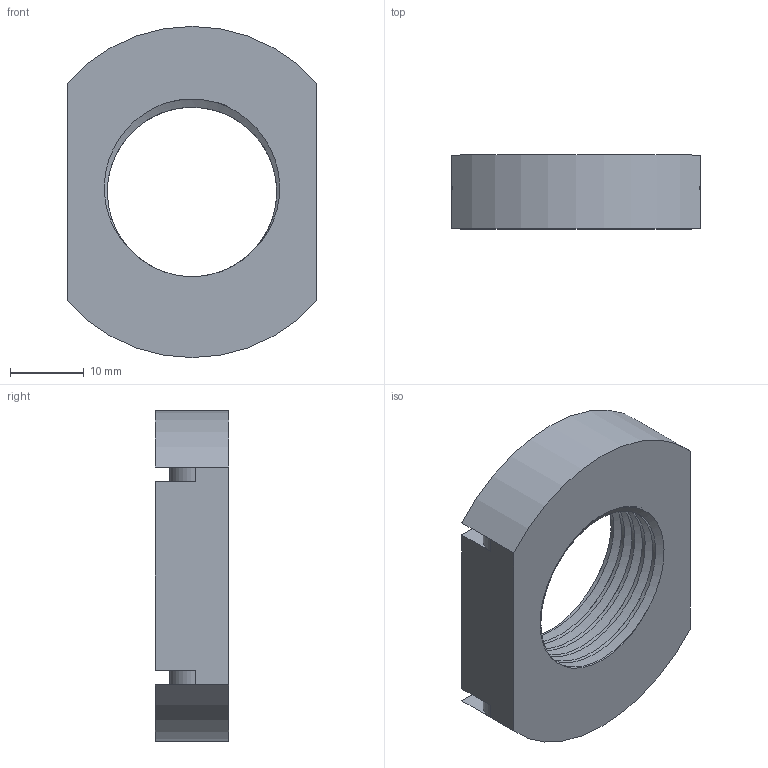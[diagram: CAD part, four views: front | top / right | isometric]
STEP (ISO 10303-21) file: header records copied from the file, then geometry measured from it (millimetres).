
FILE_DESCRIPTION(/* description */ (''),/* implementation_level */ '2;1');
FILE_NAME(/* name */ 'tuerca.step',/* time_stamp */ '2024-09-05T14:34:22-03:00',/* author */ (''),/* organization */ (''),/* preprocessor_version */ 'ST-DEVELOPER v20',/* originating_system */ 'Autodesk Translation Framework v13.14.0.145',/* authorisation */ '');
FILE_SCHEMA (('AUTOMOTIVE_DESIGN { 1 0 10303 214 3 1 1 }'));
Length unit declared in the file: millimetre
Products named in the file (1): tuerca
Bounding box: 33.88 x 10 x 45 mm (x, y, z)
Volume: 8853 mm3; surface area: 4693.6 mm2
Topology: 1 solids, 1 shells, 32 faces, 86 edges, 56 vertices
Faces by surface type: cylinder 18, plane 12, bspline 2
Full cylindrical faces by diameter (mm): 23.022 x4, 25.256 x4
Entity records: 2592 total; most frequent: CARTESIAN_POINT 1791, ORIENTED_EDGE 172, DIRECTION 136, EDGE_CURVE 86, VERTEX_POINT 56, AXIS2_PLACEMENT_3D 47, LINE 42, VECTOR 42
